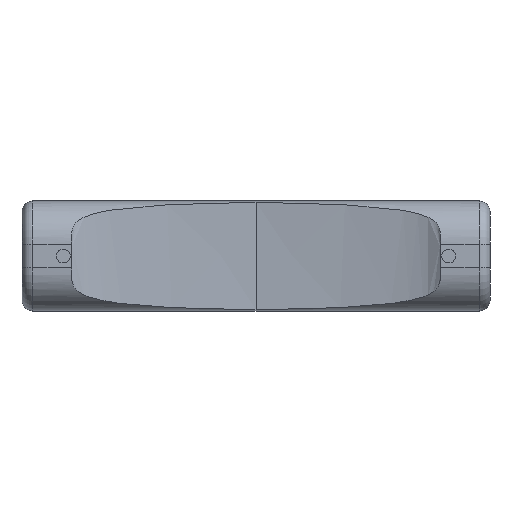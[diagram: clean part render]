
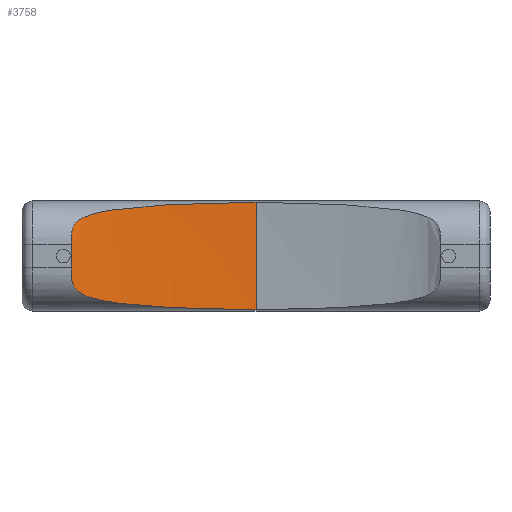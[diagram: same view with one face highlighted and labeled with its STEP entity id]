
A CAD part, front view. The second image highlights one B-rep face of the part: STEP entity #3758.
In plain terms, the highlighted free-form (B-spline) face has degree [3, 1] with [4, 2] control points.
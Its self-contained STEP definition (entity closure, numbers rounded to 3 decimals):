
#35 = VERTEX_POINT ( 'NONE', #858 ) ;
#42 = CARTESIAN_POINT ( 'NONE',  ( 2.272, 0.859, 5.051 ) ) ;
#87 = CARTESIAN_POINT ( 'NONE',  ( 10.392, 1.515, 0.06 ) ) ;
#128 = CARTESIAN_POINT ( 'NONE',  ( 2.276, 0.038, 3.483 ) ) ;
#191 = CARTESIAN_POINT ( 'NONE',  ( 2.273, 0., 3.182 ) ) ;
#396 = ORIENTED_EDGE ( 'NONE', *, *, #1853, .F. ) ;
#420 = CARTESIAN_POINT ( 'NONE',  ( 9.19, 1.438, 0.08 ) ) ;
#439 = CARTESIAN_POINT ( 'NONE',  ( 2.272, 0.008, 1.796 ) ) ;
#442 = CARTESIAN_POINT ( 'NONE',  ( 10.392, 1.515, 5.02 ) ) ;
#468 = CARTESIAN_POINT ( 'NONE',  ( 4.414, 0.844, 4.714 ) ) ;
#495 = CARTESIAN_POINT ( 'NONE',  ( 2.717, 0.393, 4.279 ) ) ;
#514 = CARTESIAN_POINT ( 'NONE',  ( 4.03, 0.769, 0.419 ) ) ;
#645 = CARTESIAN_POINT ( 'NONE',  ( 10.795, 1.52, 0.029 ) ) ;
#660 = CARTESIAN_POINT ( 'NONE',  ( 8.931, 1.499, 0.029 ) ) ;
#769 = CARTESIAN_POINT ( 'NONE',  ( 7.587, 1.295, 4.953 ) ) ;
#787 = CARTESIAN_POINT ( 'NONE',  ( 2.343, 0.158, 3.865 ) ) ;
#807 = CARTESIAN_POINT ( 'NONE',  ( 2.276, 0.039, 1.595 ) ) ;
#810 = CARTESIAN_POINT ( 'NONE',  ( 8.788, 1.405, 4.99 ) ) ;
#834 = CARTESIAN_POINT ( 'NONE',  ( 2.273, 0., 2. ) ) ;
#858 = CARTESIAN_POINT ( 'NONE',  ( 2.273, 0., 3.08 ) ) ;
#952 = EDGE_CURVE ( 'NONE', #1201, #3069, #3886, .T. ) ;
#1081 = CARTESIAN_POINT ( 'NONE',  ( 9.991, 1.492, 0.065 ) ) ;
#1107 = CARTESIAN_POINT ( 'NONE',  ( 7.589, 1.296, 0.127 ) ) ;
#1109 = CARTESIAN_POINT ( 'NONE',  ( 2.273, 0., 3.08 ) ) ;
#1128 = CARTESIAN_POINT ( 'NONE',  ( 2.436, 0.237, 4.029 ) ) ;
#1152 = CARTESIAN_POINT ( 'NONE',  ( 2.438, 0.238, 1.049 ) ) ;
#1156 = CARTESIAN_POINT ( 'NONE',  ( 2.281, 0.061, 3.582 ) ) ;
#1189 = B_SPLINE_SURFACE_WITH_KNOTS ( 'NONE', 3, 1, ( 
 ( #645, #2642 ),
 ( #660, #1672 ),
 ( #1361, #42 ),
 ( #2683, #1954 ) ),
 .UNSPECIFIED., .F., .F., .F.,
 ( 4, 4 ),
 ( 2, 2 ),
 ( 0., 1. ),
 ( 0., 1. ),
 .UNSPECIFIED. ) ;
#1193 = B_SPLINE_CURVE_WITH_KNOTS ( 'NONE', 3,
 ( #1255, #442, #3778, #2165, #810, #769, #3734, #1407, #3037, #468, #3438, #2753, #2418, #2787, #495, #2483, #1128, #787, #2088, #1156, #128, #1473, #191, #1109 ),
 .UNSPECIFIED., .F., .F.,
 ( 4, 2, 2, 2, 2, 2, 2, 2, 2, 2, 2, 4 ),
 ( 0., 0.001, 0.002, 0.005, 0.006, 0.007, 0.008, 0.008, 0.009, 0.009, 0.009, 0.01 ),
 .UNSPECIFIED. ) ;
#1201 = VERTEX_POINT ( 'NONE', #1808 ) ;
#1255 = CARTESIAN_POINT ( 'NONE',  ( 10.795, 1.52, 5.022 ) ) ;
#1272 = B_SPLINE_CURVE_WITH_KNOTS ( 'NONE', 3,
 ( #834, #3775, #439, #807, #1470, #4125, #3458, #1152, #2085, #2438, #3083, #3704, #2392, #2134, #4106, #514, #2750, #4060, #3014, #3370, #1107, #3729, #420, #1081, #87, #3750 ),
 .UNSPECIFIED., .F., .F.,
 ( 4, 2, 2, 2, 2, 2, 2, 2, 2, 2, 2, 2, 4 ),
 ( 0., 0., 0.001, 0.001, 0.001, 0.002, 0.002, 0.002, 0.004, 0.005, 0.007, 0.009, 0.01 ),
 .UNSPECIFIED. ) ;
#1322 = DIRECTION ( 'NONE',  ( 0., 0., 1. ) ) ;
#1361 = CARTESIAN_POINT ( 'NONE',  ( 2.272, 0.859, 0.029 ) ) ;
#1407 = CARTESIAN_POINT ( 'NONE',  ( 5.596, 1.041, 4.836 ) ) ;
#1470 = CARTESIAN_POINT ( 'NONE',  ( 2.281, 0.062, 1.495 ) ) ;
#1473 = CARTESIAN_POINT ( 'NONE',  ( 2.272, 0.008, 3.283 ) ) ;
#1672 = CARTESIAN_POINT ( 'NONE',  ( 8.931, 1.499, 5.051 ) ) ;
#1780 = CARTESIAN_POINT ( 'NONE',  ( 10.795, 1.52, 5.022 ) ) ;
#1808 = CARTESIAN_POINT ( 'NONE',  ( 10.795, 1.52, 0.058 ) ) ;
#1853 = EDGE_CURVE ( 'NONE', #2004, #35, #3029, .T. ) ;
#1954 = CARTESIAN_POINT ( 'NONE',  ( 2.273, 0., 5.051 ) ) ;
#2004 = VERTEX_POINT ( 'NONE', #2322 ) ;
#2085 = CARTESIAN_POINT ( 'NONE',  ( 2.502, 0.279, 0.978 ) ) ;
#2088 = CARTESIAN_POINT ( 'NONE',  ( 2.314, 0.122, 3.774 ) ) ;
#2134 = CARTESIAN_POINT ( 'NONE',  ( 3.263, 0.578, 0.591 ) ) ;
#2165 = CARTESIAN_POINT ( 'NONE',  ( 9.188, 1.438, 5. ) ) ;
#2322 = CARTESIAN_POINT ( 'NONE',  ( 2.273, 0., 2. ) ) ;
#2392 = CARTESIAN_POINT ( 'NONE',  ( 2.99, 0.49, 0.687 ) ) ;
#2418 = CARTESIAN_POINT ( 'NONE',  ( 3.257, 0.576, 4.487 ) ) ;
#2438 = CARTESIAN_POINT ( 'NONE',  ( 2.648, 0.356, 0.859 ) ) ;
#2483 = CARTESIAN_POINT ( 'NONE',  ( 2.498, 0.277, 4.099 ) ) ;
#2642 = CARTESIAN_POINT ( 'NONE',  ( 10.795, 1.52, 5.051 ) ) ;
#2661 = EDGE_CURVE ( 'NONE', #2004, #1201, #1272, .T. ) ;
#2683 = CARTESIAN_POINT ( 'NONE',  ( 2.273, 0., 0.029 ) ) ;
#2750 = CARTESIAN_POINT ( 'NONE',  ( 4.421, 0.845, 0.365 ) ) ;
#2753 = CARTESIAN_POINT ( 'NONE',  ( 3.447, 0.627, 4.536 ) ) ;
#2787 = CARTESIAN_POINT ( 'NONE',  ( 2.891, 0.458, 4.357 ) ) ;
#2940 = VECTOR ( 'NONE', #3590, 1000. ) ;
#3010 = CARTESIAN_POINT ( 'NONE',  ( 2.273, 0., 0. ) ) ;
#3014 = CARTESIAN_POINT ( 'NONE',  ( 5.602, 1.042, 0.243 ) ) ;
#3029 = LINE ( 'NONE', #3010, #3586 ) ;
#3037 = CARTESIAN_POINT ( 'NONE',  ( 5.2, 0.981, 4.803 ) ) ;
#3069 = VERTEX_POINT ( 'NONE', #1780 ) ;
#3083 = CARTESIAN_POINT ( 'NONE',  ( 2.73, 0.392, 0.809 ) ) ;
#3323 = EDGE_LOOP ( 'NONE', ( #3763, #4254, #3831, #396 ) ) ;
#3370 = CARTESIAN_POINT ( 'NONE',  ( 6.791, 1.207, 0.16 ) ) ;
#3438 = CARTESIAN_POINT ( 'NONE',  ( 4.023, 0.768, 4.66 ) ) ;
#3458 = CARTESIAN_POINT ( 'NONE',  ( 2.345, 0.16, 1.211 ) ) ;
#3586 = VECTOR ( 'NONE', #1322, 1000. ) ;
#3590 = DIRECTION ( 'NONE',  ( 0., 0., 1. ) ) ;
#3619 = FACE_OUTER_BOUND ( 'NONE', #3323, .T. ) ;
#3643 = EDGE_CURVE ( 'NONE', #3069, #35, #1193, .T. ) ;
#3704 = CARTESIAN_POINT ( 'NONE',  ( 2.901, 0.459, 0.723 ) ) ;
#3729 = CARTESIAN_POINT ( 'NONE',  ( 8.789, 1.405, 0.09 ) ) ;
#3734 = CARTESIAN_POINT ( 'NONE',  ( 6.787, 1.206, 4.92 ) ) ;
#3750 = CARTESIAN_POINT ( 'NONE',  ( 10.795, 1.52, 0.058 ) ) ;
#3758 = ADVANCED_FACE ( 'NONE', ( #3619 ), #1189, .F. ) ;
#3763 = ORIENTED_EDGE ( 'NONE', *, *, #2661, .T. ) ;
#3775 = CARTESIAN_POINT ( 'NONE',  ( 2.273, 0., 1.898 ) ) ;
#3778 = CARTESIAN_POINT ( 'NONE',  ( 9.991, 1.492, 5.015 ) ) ;
#3831 = ORIENTED_EDGE ( 'NONE', *, *, #3643, .T. ) ;
#3886 = LINE ( 'NONE', #3959, #2940 ) ;
#3959 = CARTESIAN_POINT ( 'NONE',  ( 10.795, 1.52, 0. ) ) ;
#4060 = CARTESIAN_POINT ( 'NONE',  ( 5.207, 0.982, 0.276 ) ) ;
#4106 = CARTESIAN_POINT ( 'NONE',  ( 3.453, 0.629, 0.543 ) ) ;
#4125 = CARTESIAN_POINT ( 'NONE',  ( 2.315, 0.122, 1.304 ) ) ;
#4254 = ORIENTED_EDGE ( 'NONE', *, *, #952, .T. ) ;
